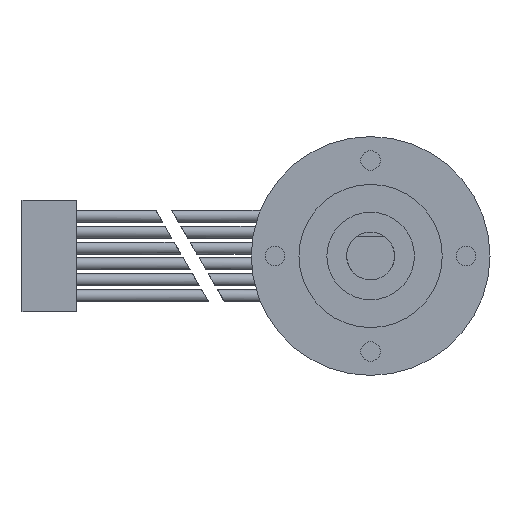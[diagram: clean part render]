
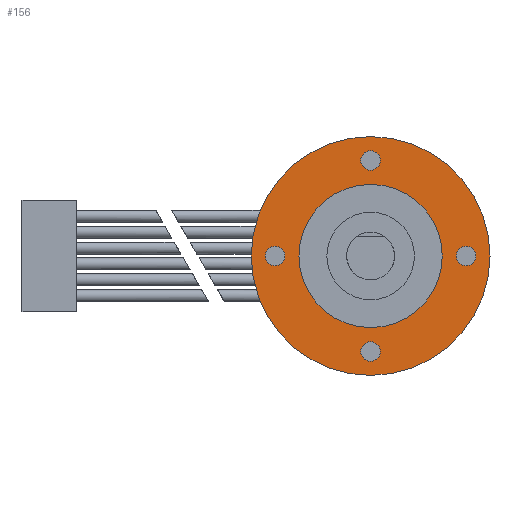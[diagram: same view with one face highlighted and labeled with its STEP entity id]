
A CAD part, front view. The second image highlights one B-rep face of the part: STEP entity #156.
In plain terms, the highlighted planar face has unit normal (0, -1, 0).
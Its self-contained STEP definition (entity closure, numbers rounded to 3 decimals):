
#156 = ADVANCED_FACE( '', ( #358, #359, #360, #361, #362, #363 ), #364, .F. );
#358 = FACE_BOUND( '', #607, .T. );
#359 = FACE_BOUND( '', #608, .T. );
#360 = FACE_BOUND( '', #609, .T. );
#361 = FACE_BOUND( '', #610, .T. );
#362 = FACE_OUTER_BOUND( '', #611, .T. );
#363 = FACE_BOUND( '', #612, .T. );
#364 = PLANE( '', #613 );
#607 = EDGE_LOOP( '', ( #928 ) );
#608 = EDGE_LOOP( '', ( #929 ) );
#609 = EDGE_LOOP( '', ( #930 ) );
#610 = EDGE_LOOP( '', ( #931 ) );
#611 = EDGE_LOOP( '', ( #932 ) );
#612 = EDGE_LOOP( '', ( #933 ) );
#613 = AXIS2_PLACEMENT_3D( '', #934, #935, #936 );
#928 = ORIENTED_EDGE( '', *, *, #1200, .T. );
#929 = ORIENTED_EDGE( '', *, *, #1225, .T. );
#930 = ORIENTED_EDGE( '', *, *, #1226, .T. );
#931 = ORIENTED_EDGE( '', *, *, #1227, .T. );
#932 = ORIENTED_EDGE( '', *, *, #1162, .F. );
#933 = ORIENTED_EDGE( '', *, *, #1166, .T. );
#934 = CARTESIAN_POINT( '', ( 0., 0., -15. ) );
#935 = DIRECTION( '', ( 0., 1., 0. ) );
#936 = DIRECTION( '', ( 0., 0., 1. ) );
#1162 = EDGE_CURVE( '', #1320, #1320, #1321, .T. );
#1166 = EDGE_CURVE( '', #1326, #1326, #1327, .T. );
#1200 = EDGE_CURVE( '', #1383, #1383, #1384, .T. );
#1225 = EDGE_CURVE( '', #1419, #1419, #1420, .T. );
#1226 = EDGE_CURVE( '', #1421, #1421, #1422, .T. );
#1227 = EDGE_CURVE( '', #1423, #1423, #1424, .T. );
#1320 = VERTEX_POINT( '', #1536 );
#1321 = CIRCLE( '', #1537, 15. );
#1326 = VERTEX_POINT( '', #1542 );
#1327 = CIRCLE( '', #1543, 9. );
#1383 = VERTEX_POINT( '', #1606 );
#1384 = CIRCLE( '', #1607, 1.23 );
#1419 = VERTEX_POINT( '', #1652 );
#1420 = CIRCLE( '', #1653, 1.23 );
#1421 = VERTEX_POINT( '', #1654 );
#1422 = CIRCLE( '', #1655, 1.23 );
#1423 = VERTEX_POINT( '', #1656 );
#1424 = CIRCLE( '', #1657, 1.23 );
#1536 = CARTESIAN_POINT( '', ( 0., 0., 15. ) );
#1537 = AXIS2_PLACEMENT_3D( '', #1773, #1774, #1775 );
#1542 = CARTESIAN_POINT( '', ( 0., 0., 9. ) );
#1543 = AXIS2_PLACEMENT_3D( '', #1779, #1780, #1781 );
#1606 = CARTESIAN_POINT( '', ( 0., 0., -10.771 ) );
#1607 = AXIS2_PLACEMENT_3D( '', #1837, #1838, #1839 );
#1652 = CARTESIAN_POINT( '', ( 12., 0., 1.23 ) );
#1653 = AXIS2_PLACEMENT_3D( '', #1865, #1866, #1867 );
#1654 = CARTESIAN_POINT( '', ( 0., 0., 13.23 ) );
#1655 = AXIS2_PLACEMENT_3D( '', #1868, #1869, #1870 );
#1656 = CARTESIAN_POINT( '', ( -12., 0., 1.23 ) );
#1657 = AXIS2_PLACEMENT_3D( '', #1871, #1872, #1873 );
#1773 = CARTESIAN_POINT( '', ( 0., 0., 0. ) );
#1774 = DIRECTION( '', ( 0., 1., 0. ) );
#1775 = DIRECTION( '', ( 0., 0., 1. ) );
#1779 = CARTESIAN_POINT( '', ( 0., 0., 0. ) );
#1780 = DIRECTION( '', ( 0., 1., 0. ) );
#1781 = DIRECTION( '', ( 0., 0., 1. ) );
#1837 = CARTESIAN_POINT( '', ( 0., 0., -12. ) );
#1838 = DIRECTION( '', ( 0., 1., 0. ) );
#1839 = DIRECTION( '', ( 0., 0., 1. ) );
#1865 = CARTESIAN_POINT( '', ( 12., 0., 0. ) );
#1866 = DIRECTION( '', ( 0., 1., 0. ) );
#1867 = DIRECTION( '', ( 0., 0., 1. ) );
#1868 = CARTESIAN_POINT( '', ( 0., 0., 12. ) );
#1869 = DIRECTION( '', ( 0., 1., 0. ) );
#1870 = DIRECTION( '', ( 0., 0., 1. ) );
#1871 = CARTESIAN_POINT( '', ( -12., 0., 0. ) );
#1872 = DIRECTION( '', ( 0., 1., 0. ) );
#1873 = DIRECTION( '', ( 0., 0., 1. ) );
